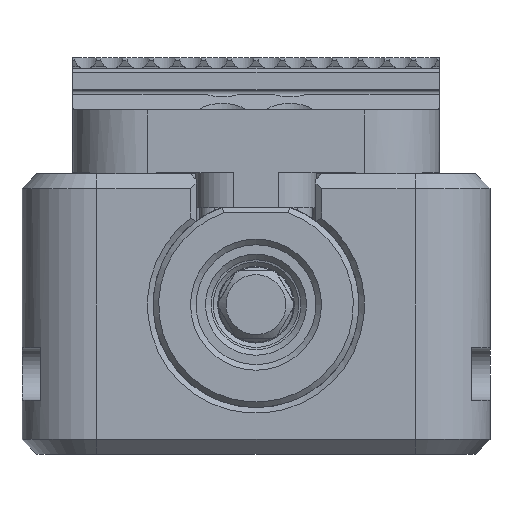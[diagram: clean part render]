
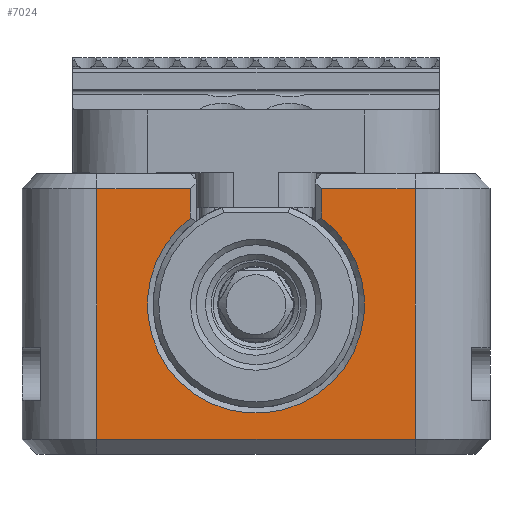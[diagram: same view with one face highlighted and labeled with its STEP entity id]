
A CAD part, left-side view. The second image highlights one B-rep face of the part: STEP entity #7024.
In plain terms, the highlighted planar face has unit normal (-1, 0, 0).
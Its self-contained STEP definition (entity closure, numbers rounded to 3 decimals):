
#6524=CIRCLE('',#18525,29.);
#7024=ADVANCED_FACE('',(#8188),#7767,.T.);
#7767=PLANE('',#18526);
#8188=FACE_OUTER_BOUND('',#8739,.T.);
#8739=EDGE_LOOP('',(#9783,#9784,#9785,#9786,#9787,#9788,#9789,#9790));
#9783=ORIENTED_EDGE('',*,*,#14774,.T.);
#9784=ORIENTED_EDGE('',*,*,#14775,.T.);
#9785=ORIENTED_EDGE('',*,*,#14776,.T.);
#9786=ORIENTED_EDGE('',*,*,#14777,.T.);
#9787=ORIENTED_EDGE('',*,*,#14778,.T.);
#9788=ORIENTED_EDGE('',*,*,#14765,.T.);
#9789=ORIENTED_EDGE('',*,*,#14779,.T.);
#9790=ORIENTED_EDGE('',*,*,#14780,.T.);
#13447=VERTEX_POINT('',#23988);
#13448=VERTEX_POINT('',#23990);
#13453=VERTEX_POINT('',#24006);
#13454=VERTEX_POINT('',#24007);
#13455=VERTEX_POINT('',#24009);
#13456=VERTEX_POINT('',#24011);
#13457=VERTEX_POINT('',#24013);
#13458=VERTEX_POINT('',#24016);
#14765=EDGE_CURVE('',#13448,#13447,#16577,.T.);
#14774=EDGE_CURVE('',#13453,#13454,#16580,.T.);
#14775=EDGE_CURVE('',#13454,#13455,#16581,.T.);
#14776=EDGE_CURVE('',#13455,#13456,#6524,.T.);
#14777=EDGE_CURVE('',#13456,#13457,#16582,.T.);
#14778=EDGE_CURVE('',#13457,#13448,#16583,.T.);
#14779=EDGE_CURVE('',#13447,#13458,#16584,.T.);
#14780=EDGE_CURVE('',#13458,#13453,#16585,.T.);
#16577=LINE('',#23989,#17553);
#16580=LINE('',#24005,#17556);
#16581=LINE('',#24008,#17557);
#16582=LINE('',#24012,#17558);
#16583=LINE('',#24014,#17559);
#16584=LINE('',#24015,#17560);
#16585=LINE('',#24017,#17561);
#17553=VECTOR('',#20045,1.);
#17556=VECTOR('',#20064,1.);
#17557=VECTOR('',#20065,1.);
#17558=VECTOR('',#20068,1.);
#17559=VECTOR('',#20069,1.);
#17560=VECTOR('',#20070,1.);
#17561=VECTOR('',#20071,1.);
#18525=AXIS2_PLACEMENT_3D('',#24010,#20066,#20067);
#18526=AXIS2_PLACEMENT_3D('',#24018,#20072,#20073);
#20045=DIRECTION('',(0.,0.,-1.));
#20064=DIRECTION('',(0.,1.,0.));
#20065=DIRECTION('',(0.,0.,-1.));
#20066=DIRECTION('',(1.,0.,0.));
#20067=DIRECTION('',(0.,0.,1.));
#20068=DIRECTION('',(0.,0.,1.));
#20069=DIRECTION('',(0.,1.,0.));
#20070=DIRECTION('',(0.,-1.,0.));
#20071=DIRECTION('',(0.,0.,1.));
#20072=DIRECTION('',(-1.,0.,0.));
#20073=DIRECTION('',(0.,0.,1.));
#23988=CARTESIAN_POINT('',(0.,105.,4.));
#23989=CARTESIAN_POINT('',(0.,105.,0.));
#23990=CARTESIAN_POINT('',(0.,105.,71.));
#24005=CARTESIAN_POINT('',(0.,62.5,71.));
#24006=CARTESIAN_POINT('',(0.,20.,71.));
#24007=CARTESIAN_POINT('',(0.,45.,71.));
#24008=CARTESIAN_POINT('',(0.,45.,62.366));
#24009=CARTESIAN_POINT('',(0.,45.,63.125));
#24010=CARTESIAN_POINT('',(0.,62.5,40.));
#24011=CARTESIAN_POINT('',(0.,80.,63.125));
#24012=CARTESIAN_POINT('',(0.,80.,71.));
#24013=CARTESIAN_POINT('',(0.,80.,71.));
#24014=CARTESIAN_POINT('',(0.,62.5,71.));
#24015=CARTESIAN_POINT('',(0.,62.5,4.));
#24016=CARTESIAN_POINT('',(0.,20.,4.));
#24017=CARTESIAN_POINT('',(0.,20.,0.));
#24018=CARTESIAN_POINT('',(0.,62.5,0.));
